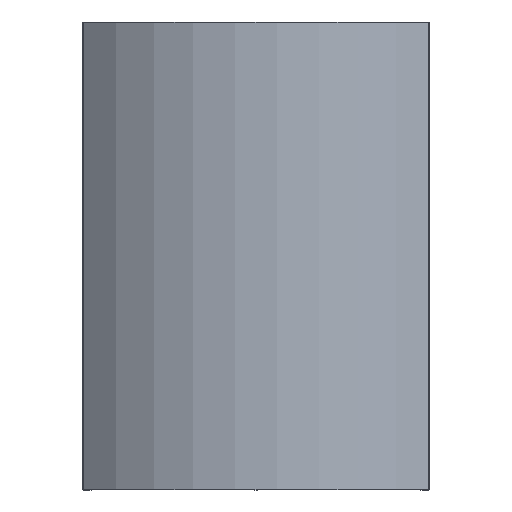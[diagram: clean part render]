
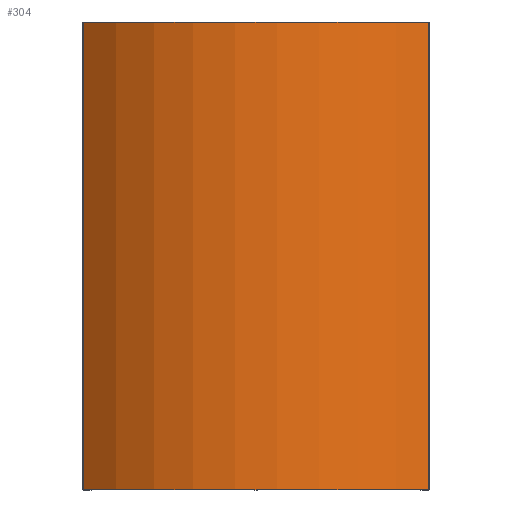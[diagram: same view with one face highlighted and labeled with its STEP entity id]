
A CAD part, top view. The second image highlights one B-rep face of the part: STEP entity #304.
In plain terms, the highlighted cylindrical face has radius 54.7 mm (diameter 109.401 mm), a partial arc.
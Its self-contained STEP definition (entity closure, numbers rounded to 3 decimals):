
#304 = ADVANCED_FACE( '', ( #626 ), #627, .T. );
#626 = FACE_OUTER_BOUND( '', #963, .T. );
#627 = CYLINDRICAL_SURFACE( '', #964, 54.7 );
#963 = EDGE_LOOP( '', ( #1823, #1824, #1825, #1826 ) );
#964 = AXIS2_PLACEMENT_3D( '', #1827, #1828, #1829 );
#1823 = ORIENTED_EDGE( '', *, *, #2183, .F. );
#1824 = ORIENTED_EDGE( '', *, *, #2503, .F. );
#1825 = ORIENTED_EDGE( '', *, *, #2504, .T. );
#1826 = ORIENTED_EDGE( '', *, *, #2505, .T. );
#1827 = CARTESIAN_POINT( '', ( 0., 100., -47.35 ) );
#1828 = DIRECTION( '', ( 0., 1., 0. ) );
#1829 = DIRECTION( '', ( 0., 0., -1. ) );
#2183 = EDGE_CURVE( '', #2661, #2663, #2664, .T. );
#2503 = EDGE_CURVE( '', #3144, #2661, #3145, .T. );
#2504 = EDGE_CURVE( '', #3144, #3146, #3147, .T. );
#2505 = EDGE_CURVE( '', #3146, #2663, #3148, .T. );
#2661 = VERTEX_POINT( '', #3345 );
#2663 = VERTEX_POINT( '', #3347 );
#2664 = CIRCLE( '', #3348, 54.7 );
#3144 = VERTEX_POINT( '', #3965 );
#3145 = LINE( '', #3966, #3967 );
#3146 = VERTEX_POINT( '', #3968 );
#3147 = CIRCLE( '', #3969, 54.7 );
#3148 = LINE( '', #3970, #3971 );
#3345 = CARTESIAN_POINT( '', ( 36.935, 0., -7.002 ) );
#3347 = CARTESIAN_POINT( '', ( -36.935, 0., -7.002 ) );
#3348 = AXIS2_PLACEMENT_3D( '', #4113, #4114, #4115 );
#3965 = CARTESIAN_POINT( '', ( 36.935, 100., -7.002 ) );
#3966 = CARTESIAN_POINT( '', ( 36.935, 100., -7.002 ) );
#3967 = VECTOR( '', #4577, 1000. );
#3968 = CARTESIAN_POINT( '', ( -36.935, 100., -7.002 ) );
#3969 = AXIS2_PLACEMENT_3D( '', #4578, #4579, #4580 );
#3970 = CARTESIAN_POINT( '', ( -36.935, 100., -7.002 ) );
#3971 = VECTOR( '', #4581, 1000. );
#4113 = CARTESIAN_POINT( '', ( 0., 0., -47.35 ) );
#4114 = DIRECTION( '', ( 0., -1., 0. ) );
#4115 = DIRECTION( '', ( 1., 0., 0. ) );
#4577 = DIRECTION( '', ( 0., -1., 0. ) );
#4578 = CARTESIAN_POINT( '', ( 0., 100., -47.35 ) );
#4579 = DIRECTION( '', ( 0., -1., 0. ) );
#4580 = DIRECTION( '', ( 1., 0., 0. ) );
#4581 = DIRECTION( '', ( 0., -1., 0. ) );
